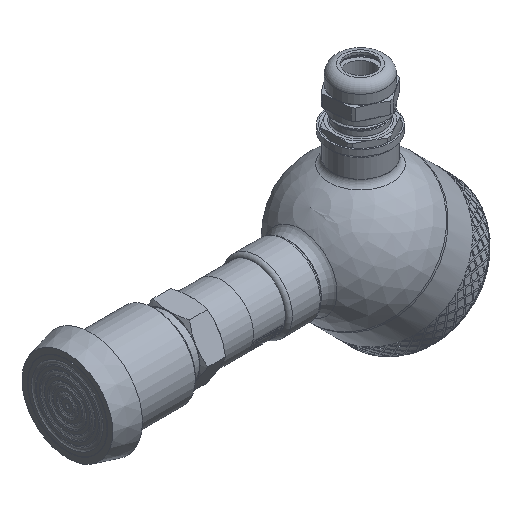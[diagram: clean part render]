
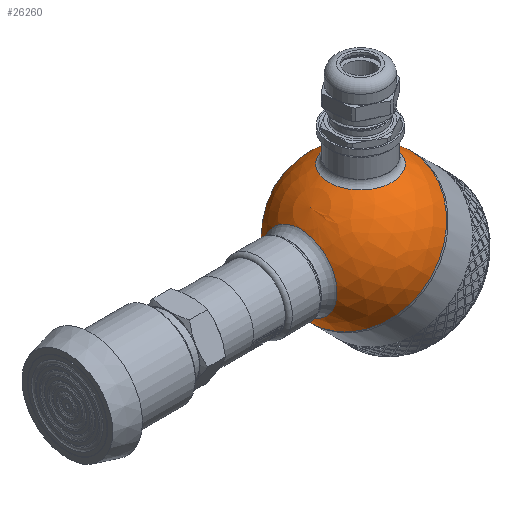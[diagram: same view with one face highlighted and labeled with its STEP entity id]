
A CAD part, isometric view. The second image highlights one B-rep face of the part: STEP entity #26260.
In plain terms, the highlighted spherical face has radius 30 mm.
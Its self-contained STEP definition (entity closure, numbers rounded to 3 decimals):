
#140=SPHERICAL_SURFACE('',#28085,30.);
#250=FACE_BOUND('',#4333,.T.);
#251=FACE_BOUND('',#4334,.T.);
#2588=FACE_OUTER_BOUND('',#4332,.T.);
#4332=EDGE_LOOP('',(#20685,#20686,#20687,#20688));
#4333=EDGE_LOOP('',(#20689));
#4334=EDGE_LOOP('',(#20690));
#5840=CIRCLE('',#28082,15.643);
#5843=CIRCLE('',#28086,30.);
#5844=CIRCLE('',#28087,30.);
#5845=CIRCLE('',#28088,30.);
#5846=CIRCLE('',#28089,13.5);
#11325=VERTEX_POINT('',#55245);
#11327=VERTEX_POINT('',#55251);
#11328=VERTEX_POINT('',#55252);
#11329=VERTEX_POINT('',#55254);
#11330=VERTEX_POINT('',#55257);
#14697=EDGE_CURVE('',#11325,#11325,#5840,.T.);
#14700=EDGE_CURVE('',#11327,#11328,#5843,.T.);
#14701=EDGE_CURVE('',#11327,#11329,#5844,.T.);
#14702=EDGE_CURVE('',#11328,#11327,#5845,.T.);
#14703=EDGE_CURVE('',#11330,#11330,#5846,.T.);
#20685=ORIENTED_EDGE('',*,*,#14700,.F.);
#20686=ORIENTED_EDGE('',*,*,#14701,.T.);
#20687=ORIENTED_EDGE('',*,*,#14701,.F.);
#20688=ORIENTED_EDGE('',*,*,#14702,.F.);
#20689=ORIENTED_EDGE('',*,*,#14697,.F.);
#20690=ORIENTED_EDGE('',*,*,#14703,.F.);
#26260=ADVANCED_FACE('',(#2588,#250,#251),#140,.T.);
#28082=AXIS2_PLACEMENT_3D('',#55246,#30618,#30619);
#28085=AXIS2_PLACEMENT_3D('',#55250,#30624,#30625);
#28086=AXIS2_PLACEMENT_3D('',#55253,#30626,#30627);
#28087=AXIS2_PLACEMENT_3D('',#55255,#30628,#30629);
#28088=AXIS2_PLACEMENT_3D('',#55256,#30630,#30631);
#28089=AXIS2_PLACEMENT_3D('',#55258,#30632,#30633);
#30618=DIRECTION('center_axis',(-0.707,0.,0.707));
#30619=DIRECTION('ref_axis',(0.707,0.,0.707));
#30624=DIRECTION('center_axis',(1.,0.,0.));
#30625=DIRECTION('ref_axis',(0.,-1.,0.));
#30626=DIRECTION('center_axis',(1.,0.,0.));
#30627=DIRECTION('ref_axis',(0.,1.,0.));
#30628=DIRECTION('center_axis',(0.,0.,1.));
#30629=DIRECTION('ref_axis',(0.,1.,0.));
#30630=DIRECTION('center_axis',(1.,0.,0.));
#30631=DIRECTION('ref_axis',(0.,1.,0.));
#30632=DIRECTION('center_axis',(-0.707,0.,-0.707));
#30633=DIRECTION('ref_axis',(-0.707,0.,0.707));
#55245=CARTESIAN_POINT('',(-29.162,0.,7.04));
#55246=CARTESIAN_POINT('Origin',(-18.101,0.,18.101));
#55250=CARTESIAN_POINT('Origin',(0.,0.,0.));
#55251=CARTESIAN_POINT('',(0.,30.,0.));
#55252=CARTESIAN_POINT('',(0.,-30.,0.));
#55253=CARTESIAN_POINT('Origin',(0.,0.,0.));
#55254=CARTESIAN_POINT('',(-30.,0.,0.));
#55255=CARTESIAN_POINT('Origin',(0.,0.,0.));
#55256=CARTESIAN_POINT('Origin',(0.,0.,0.));
#55257=CARTESIAN_POINT('',(-9.398,0.,-28.49));
#55258=CARTESIAN_POINT('Origin',(-18.944,0.,-18.944));
